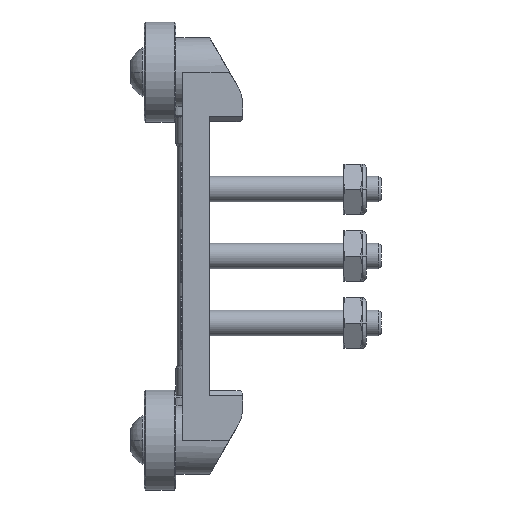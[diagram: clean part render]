
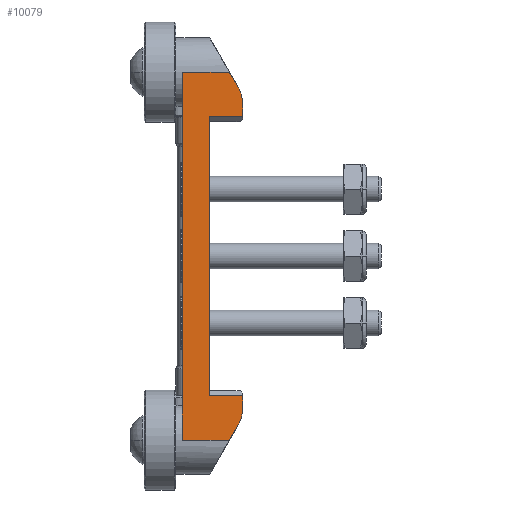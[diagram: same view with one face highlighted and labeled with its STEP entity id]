
A CAD part, front view. The second image highlights one B-rep face of the part: STEP entity #10079.
In plain terms, the highlighted planar face has unit normal (0, -1, 0).
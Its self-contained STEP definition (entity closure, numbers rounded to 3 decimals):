
#80 = CARTESIAN_POINT ( 'NONE',  ( 5.08, -6.5, 26.5 ) ) ;
#107 = DIRECTION ( 'NONE',  ( 0., -1., 0. ) ) ;
#237 = CARTESIAN_POINT ( 'NONE',  ( 0., -6.5, 34.9 ) ) ;
#575 = EDGE_CURVE ( 'NONE', #6647, #7666, #8083, .T. ) ;
#734 = ORIENTED_EDGE ( 'NONE', *, *, #9910, .T. ) ;
#925 = EDGE_CURVE ( 'NONE', #4560, #8625, #9973, .T. ) ;
#1000 = VERTEX_POINT ( 'NONE', #3186 ) ;
#1044 = VECTOR ( 'NONE', #1808, 1000. ) ;
#1095 = CARTESIAN_POINT ( 'NONE',  ( 11.43, -6.5, 28.892 ) ) ;
#1152 = DIRECTION ( 'NONE',  ( -0.5, 0., 0.866 ) ) ;
#1274 = CARTESIAN_POINT ( 'NONE',  ( 11.43, -6.5, -28.892 ) ) ;
#1500 = CARTESIAN_POINT ( 'NONE',  ( 5.43, -6.5, -28.892 ) ) ;
#1551 = LINE ( 'NONE', #4518, #9075 ) ;
#1577 = VERTEX_POINT ( 'NONE', #1274 ) ;
#1768 = ORIENTED_EDGE ( 'NONE', *, *, #575, .T. ) ;
#1808 = DIRECTION ( 'NONE',  ( -1., 0., 0. ) ) ;
#1838 = ORIENTED_EDGE ( 'NONE', *, *, #10456, .F. ) ;
#1860 = LINE ( 'NONE', #4712, #2624 ) ;
#1888 = CARTESIAN_POINT ( 'NONE',  ( 5.08, -6.5, -34.9 ) ) ;
#2035 = CARTESIAN_POINT ( 'NONE',  ( 5.08, -6.5, 25.4 ) ) ;
#2428 = CARTESIAN_POINT ( 'NONE',  ( 10.626, -6.5, -31.892 ) ) ;
#2624 = VECTOR ( 'NONE', #5767, 1000. ) ;
#2842 = EDGE_CURVE ( 'NONE', #11653, #3462, #11249, .T. ) ;
#3019 = AXIS2_PLACEMENT_3D ( 'NONE', #1500, #7803, #8674 ) ;
#3033 = CARTESIAN_POINT ( 'NONE',  ( 11.43, -6.5, -26.5 ) ) ;
#3068 = LINE ( 'NONE', #9506, #7188 ) ;
#3186 = CARTESIAN_POINT ( 'NONE',  ( 0., -6.5, -34.9 ) ) ;
#3462 = VERTEX_POINT ( 'NONE', #4391 ) ;
#3600 = CIRCLE ( 'NONE', #3019, 6. ) ;
#3901 = ORIENTED_EDGE ( 'NONE', *, *, #4287, .T. ) ;
#3959 = ORIENTED_EDGE ( 'NONE', *, *, #9849, .F. ) ;
#4287 = EDGE_CURVE ( 'NONE', #7666, #1000, #1551, .T. ) ;
#4369 = DIRECTION ( 'NONE',  ( -1., 0., 0. ) ) ;
#4376 = VERTEX_POINT ( 'NONE', #3033 ) ;
#4391 = CARTESIAN_POINT ( 'NONE',  ( 5.08, -6.5, -26.5 ) ) ;
#4518 = CARTESIAN_POINT ( 'NONE',  ( 0., -6.5, -34.9 ) ) ;
#4560 = VERTEX_POINT ( 'NONE', #2428 ) ;
#4712 = CARTESIAN_POINT ( 'NONE',  ( 11.43, -6.5, 34.9 ) ) ;
#4798 = DIRECTION ( 'NONE',  ( 0., 0., 1. ) ) ;
#4916 = VECTOR ( 'NONE', #4369, 1000. ) ;
#5098 = VERTEX_POINT ( 'NONE', #5646 ) ;
#5218 = DIRECTION ( 'NONE',  ( -0.5, 0., -0.866 ) ) ;
#5279 = LINE ( 'NONE', #9047, #8317 ) ;
#5474 = CARTESIAN_POINT ( 'NONE',  ( 5.08, -6.5, -26.5 ) ) ;
#5646 = CARTESIAN_POINT ( 'NONE',  ( 11.43, -6.5, 26.5 ) ) ;
#5719 = CARTESIAN_POINT ( 'NONE',  ( 8.89, -6.5, -34.9 ) ) ;
#5767 = DIRECTION ( 'NONE',  ( 0., 0., -1. ) ) ;
#5975 = AXIS2_PLACEMENT_3D ( 'NONE', #6870, #107, #11428 ) ;
#6025 = VECTOR ( 'NONE', #6574, 1000. ) ;
#6159 = VECTOR ( 'NONE', #5218, 1000. ) ;
#6286 = DIRECTION ( 'NONE',  ( -1., 0., 0. ) ) ;
#6535 = VERTEX_POINT ( 'NONE', #10560 ) ;
#6574 = DIRECTION ( 'NONE',  ( 0., 0., -1. ) ) ;
#6647 = VERTEX_POINT ( 'NONE', #9013 ) ;
#6750 = DIRECTION ( 'NONE',  ( 0., 0., -1. ) ) ;
#6870 = CARTESIAN_POINT ( 'NONE',  ( 5.43, -6.5, 28.892 ) ) ;
#6919 = LINE ( 'NONE', #7826, #7809 ) ;
#7020 = VERTEX_POINT ( 'NONE', #1095 ) ;
#7188 = VECTOR ( 'NONE', #1152, 1000. ) ;
#7327 = ORIENTED_EDGE ( 'NONE', *, *, #2842, .F. ) ;
#7666 = VERTEX_POINT ( 'NONE', #237 ) ;
#7778 = LINE ( 'NONE', #7833, #11084 ) ;
#7803 = DIRECTION ( 'NONE',  ( 0., -1., 0. ) ) ;
#7809 = VECTOR ( 'NONE', #9575, 1000. ) ;
#7812 = ORIENTED_EDGE ( 'NONE', *, *, #9588, .F. ) ;
#7826 = CARTESIAN_POINT ( 'NONE',  ( 5.08, -6.5, 26.5 ) ) ;
#7833 = CARTESIAN_POINT ( 'NONE',  ( 11.43, -6.5, -34.9 ) ) ;
#8029 = ORIENTED_EDGE ( 'NONE', *, *, #925, .F. ) ;
#8083 = LINE ( 'NONE', #9018, #4916 ) ;
#8317 = VECTOR ( 'NONE', #6286, 1000. ) ;
#8529 = EDGE_CURVE ( 'NONE', #4560, #1577, #3600, .T. ) ;
#8625 = VERTEX_POINT ( 'NONE', #5719 ) ;
#8674 = DIRECTION ( 'NONE',  ( 0., 0., 1. ) ) ;
#8858 = ORIENTED_EDGE ( 'NONE', *, *, #11597, .T. ) ;
#9013 = CARTESIAN_POINT ( 'NONE',  ( 8.89, -6.5, 34.9 ) ) ;
#9018 = CARTESIAN_POINT ( 'NONE',  ( 5.08, -6.5, 34.9 ) ) ;
#9047 = CARTESIAN_POINT ( 'NONE',  ( 5.08, -6.5, -34.9 ) ) ;
#9075 = VECTOR ( 'NONE', #9224, 1000. ) ;
#9224 = DIRECTION ( 'NONE',  ( 0., 0., -1. ) ) ;
#9435 = EDGE_LOOP ( 'NONE', ( #3959, #8858, #7327, #11243, #1838, #734, #9739, #1768, #3901, #7812, #8029, #9458 ) ) ;
#9458 = ORIENTED_EDGE ( 'NONE', *, *, #8529, .T. ) ;
#9506 = CARTESIAN_POINT ( 'NONE',  ( 2.77, -6.5, 45.5 ) ) ;
#9575 = DIRECTION ( 'NONE',  ( 1., 0., 0. ) ) ;
#9588 = EDGE_CURVE ( 'NONE', #8625, #1000, #5279, .T. ) ;
#9739 = ORIENTED_EDGE ( 'NONE', *, *, #11276, .T. ) ;
#9849 = EDGE_CURVE ( 'NONE', #4376, #1577, #7778, .T. ) ;
#9910 = EDGE_CURVE ( 'NONE', #7020, #6535, #10106, .T. ) ;
#9973 = LINE ( 'NONE', #11814, #6159 ) ;
#10079 = ADVANCED_FACE ( 'NONE', ( #11282 ), #10356, .F. ) ;
#10106 = CIRCLE ( 'NONE', #5975, 6. ) ;
#10282 = LINE ( 'NONE', #5474, #1044 ) ;
#10356 = PLANE ( 'NONE',  #10891 ) ;
#10456 = EDGE_CURVE ( 'NONE', #7020, #5098, #1860, .T. ) ;
#10560 = CARTESIAN_POINT ( 'NONE',  ( 10.626, -6.5, 31.892 ) ) ;
#10891 = AXIS2_PLACEMENT_3D ( 'NONE', #1888, #11750, #4798 ) ;
#11084 = VECTOR ( 'NONE', #6750, 1000. ) ;
#11243 = ORIENTED_EDGE ( 'NONE', *, *, #12220, .T. ) ;
#11249 = LINE ( 'NONE', #2035, #6025 ) ;
#11276 = EDGE_CURVE ( 'NONE', #6535, #6647, #3068, .T. ) ;
#11282 = FACE_OUTER_BOUND ( 'NONE', #9435, .T. ) ;
#11428 = DIRECTION ( 'NONE',  ( 0., 0., 1. ) ) ;
#11597 = EDGE_CURVE ( 'NONE', #4376, #3462, #10282, .T. ) ;
#11653 = VERTEX_POINT ( 'NONE', #80 ) ;
#11750 = DIRECTION ( 'NONE',  ( 0., 1., 0. ) ) ;
#11814 = CARTESIAN_POINT ( 'NONE',  ( 2.77, -6.5, -45.5 ) ) ;
#12220 = EDGE_CURVE ( 'NONE', #11653, #5098, #6919, .T. ) ;
